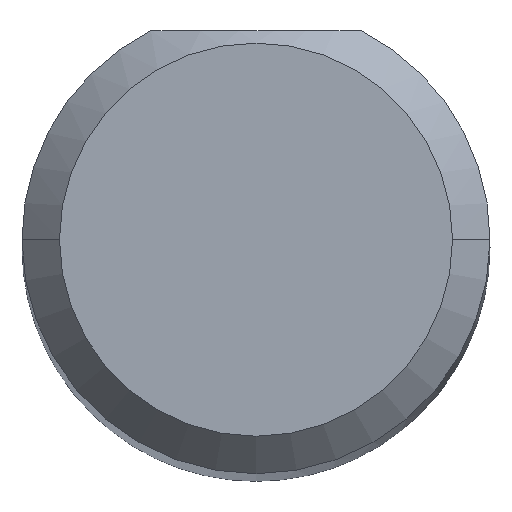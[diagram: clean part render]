
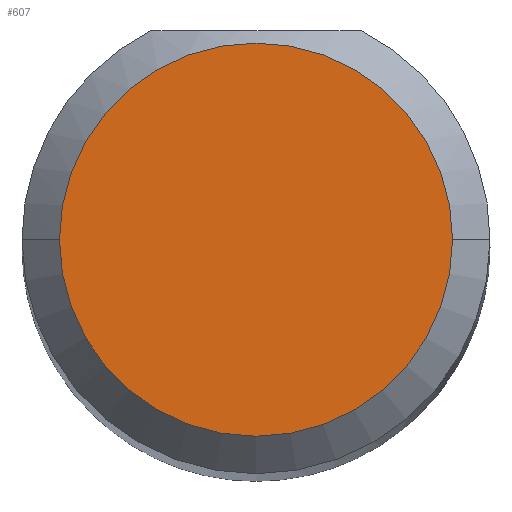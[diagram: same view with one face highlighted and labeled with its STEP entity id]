
A CAD part, top view. The second image highlights one B-rep face of the part: STEP entity #607.
In plain terms, the highlighted planar face has unit normal (0, 0, 1).
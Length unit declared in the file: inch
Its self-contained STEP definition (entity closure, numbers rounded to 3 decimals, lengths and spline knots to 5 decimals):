
#11 = DIRECTION ( 'NONE',  ( 0., 0., 1. ) ) ;
#40 = DIRECTION ( 'NONE',  ( 0., 0., 1. ) ) ;
#54 = DIRECTION ( 'NONE',  ( 1., 0., 0. ) ) ;
#61 = CARTESIAN_POINT ( 'NONE',  ( 0., 0., 2. ) ) ;
#84 = VERTEX_POINT ( 'NONE', #108 ) ;
#85 = EDGE_CURVE ( 'NONE', #697, #84, #705, .T. ) ;
#108 = CARTESIAN_POINT ( 'NONE',  ( -0.07875, 0., 2. ) ) ;
#111 = PLANE ( 'NONE',  #112 ) ;
#112 = AXIS2_PLACEMENT_3D ( 'NONE', #710, #40, #213 ) ;
#213 = DIRECTION ( 'NONE',  ( 1., 0., 0. ) ) ;
#227 = EDGE_CURVE ( 'NONE', #84, #697, #617, .T. ) ;
#263 = DIRECTION ( 'NONE',  ( 0., 0., 1. ) ) ;
#307 = EDGE_LOOP ( 'NONE', ( #525, #613 ) ) ;
#319 = CARTESIAN_POINT ( 'NONE',  ( 0., 0., 2. ) ) ;
#335 = AXIS2_PLACEMENT_3D ( 'NONE', #319, #263, #54 ) ;
#354 = AXIS2_PLACEMENT_3D ( 'NONE', #61, #11, #379 ) ;
#379 = DIRECTION ( 'NONE',  ( 1., 0., 0. ) ) ;
#525 = ORIENTED_EDGE ( 'NONE', *, *, #227, .T. ) ;
#563 = CARTESIAN_POINT ( 'NONE',  ( 0.07875, 0., 2. ) ) ;
#603 = FACE_OUTER_BOUND ( 'NONE', #307, .T. ) ;
#607 = ADVANCED_FACE ( 'NONE', ( #603 ), #111, .T. ) ;
#613 = ORIENTED_EDGE ( 'NONE', *, *, #85, .T. ) ;
#617 = CIRCLE ( 'NONE', #354, 0.07875 ) ;
#697 = VERTEX_POINT ( 'NONE', #563 ) ;
#705 = CIRCLE ( 'NONE', #335, 0.07875 ) ;
#710 = CARTESIAN_POINT ( 'NONE',  ( 0., 0., 2. ) ) ;
